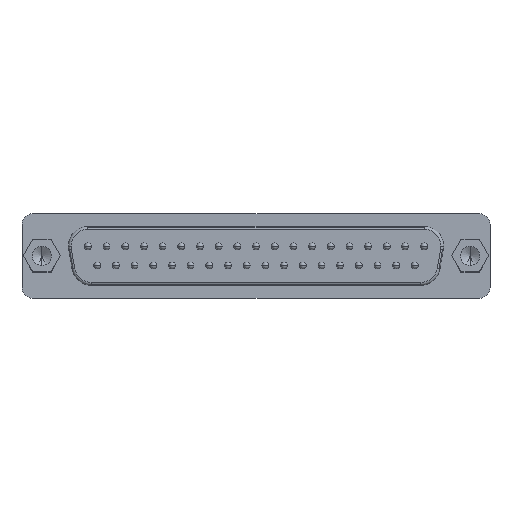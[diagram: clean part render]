
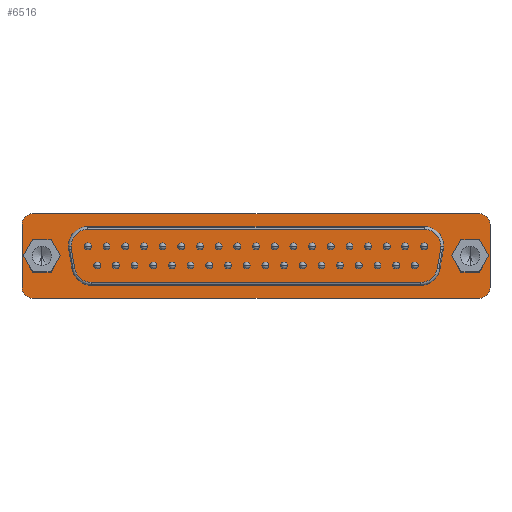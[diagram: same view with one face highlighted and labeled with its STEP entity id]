
A CAD part, top view. The second image highlights one B-rep face of the part: STEP entity #6516.
In plain terms, the highlighted planar face has unit normal (0, 0, 1).
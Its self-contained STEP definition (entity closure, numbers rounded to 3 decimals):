
#6441=CARTESIAN_POINT('',(38.17,-6.903,6.8));
#6442=DIRECTION('',(0.0,0.0,-1.0));
#6443=DIRECTION('',(-1.0,0.0,0.0));
#6444=AXIS2_PLACEMENT_3D('',#6441,#6442,#6443);
#6445=PLANE('',#6444);
#6446=CARTESIAN_POINT('',(34.7,4.675,6.8));
#6447=VERTEX_POINT('',#6446);
#6448=CARTESIAN_POINT('',(34.7,-4.675,6.8));
#6449=VERTEX_POINT('',#6448);
#6450=CARTESIAN_POINT('',(34.7,4.675,6.8));
#6451=DIRECTION('',(0.0,-1.0,0.0));
#6452=VECTOR('',#6451,9.35);
#6453=LINE('',#6450,#6452);
#6454=EDGE_CURVE('',#6447,#6449,#6453,.T.);
#6455=ORIENTED_EDGE('',*,*,#6454,.F.);
#6456=CARTESIAN_POINT('',(33.1,6.275,6.8));
#6457=VERTEX_POINT('',#6456);
#6458=CARTESIAN_POINT('',(33.1,4.675,6.8));
#6459=DIRECTION('',(0.0,0.0,-1.0));
#6460=DIRECTION('',(0.0,1.0,0.0));
#6461=AXIS2_PLACEMENT_3D('',#6458,#6459,#6460);
#6462=CIRCLE('',#6461,1.6);
#6463=EDGE_CURVE('',#6457,#6447,#6462,.T.);
#6464=ORIENTED_EDGE('',*,*,#6463,.F.);
#6465=CARTESIAN_POINT('',(-33.1,6.275,6.8));
#6466=VERTEX_POINT('',#6465);
#6467=CARTESIAN_POINT('',(-33.1,6.275,6.8));
#6468=DIRECTION('',(1.0,0.0,0.0));
#6469=VECTOR('',#6468,66.2);
#6470=LINE('',#6467,#6469);
#6471=EDGE_CURVE('',#6466,#6457,#6470,.T.);
#6472=ORIENTED_EDGE('',*,*,#6471,.F.);
#6473=CARTESIAN_POINT('',(-34.7,4.675,6.8));
#6474=VERTEX_POINT('',#6473);
#6475=CARTESIAN_POINT('',(-33.1,4.675,6.8));
#6476=DIRECTION('',(0.0,0.0,-1.0));
#6477=DIRECTION('',(-1.0,0.0,0.0));
#6478=AXIS2_PLACEMENT_3D('',#6475,#6476,#6477);
#6479=CIRCLE('',#6478,1.6);
#6480=EDGE_CURVE('',#6474,#6466,#6479,.T.);
#6481=ORIENTED_EDGE('',*,*,#6480,.F.);
#6482=CARTESIAN_POINT('',(-34.7,-4.675,6.8));
#6483=VERTEX_POINT('',#6482);
#6484=CARTESIAN_POINT('',(-34.7,-4.675,6.8));
#6485=DIRECTION('',(0.0,1.0,0.0));
#6486=VECTOR('',#6485,9.35);
#6487=LINE('',#6484,#6486);
#6488=EDGE_CURVE('',#6483,#6474,#6487,.T.);
#6489=ORIENTED_EDGE('',*,*,#6488,.F.);
#6490=CARTESIAN_POINT('',(-33.1,-6.275,6.8));
#6491=VERTEX_POINT('',#6490);
#6492=CARTESIAN_POINT('',(-33.1,-4.675,6.8));
#6493=DIRECTION('',(0.0,0.0,-1.0));
#6494=DIRECTION('',(0.0,-1.0,0.0));
#6495=AXIS2_PLACEMENT_3D('',#6492,#6493,#6494);
#6496=CIRCLE('',#6495,1.6);
#6497=EDGE_CURVE('',#6491,#6483,#6496,.T.);
#6498=ORIENTED_EDGE('',*,*,#6497,.F.);
#6499=CARTESIAN_POINT('',(33.1,-6.275,6.8));
#6500=VERTEX_POINT('',#6499);
#6501=CARTESIAN_POINT('',(33.1,-6.275,6.8));
#6502=DIRECTION('',(-1.0,0.0,0.0));
#6503=VECTOR('',#6502,66.2);
#6504=LINE('',#6501,#6503);
#6505=EDGE_CURVE('',#6500,#6491,#6504,.T.);
#6506=ORIENTED_EDGE('',*,*,#6505,.F.);
#6507=CARTESIAN_POINT('',(33.1,-4.675,6.8));
#6508=DIRECTION('',(0.0,0.0,-1.0));
#6509=DIRECTION('',(1.0,0.0,0.0));
#6510=AXIS2_PLACEMENT_3D('',#6507,#6508,#6509);
#6511=CIRCLE('',#6510,1.6);
#6512=EDGE_CURVE('',#6449,#6500,#6511,.T.);
#6513=ORIENTED_EDGE('',*,*,#6512,.F.);
#6514=EDGE_LOOP('',(#6455,#6464,#6472,#6481,#6489,#6498,#6506,#6513));
#6515=FACE_OUTER_BOUND('',#6514,.T.);
#6516=ADVANCED_FACE('',(#6515),#6445,.F.);
